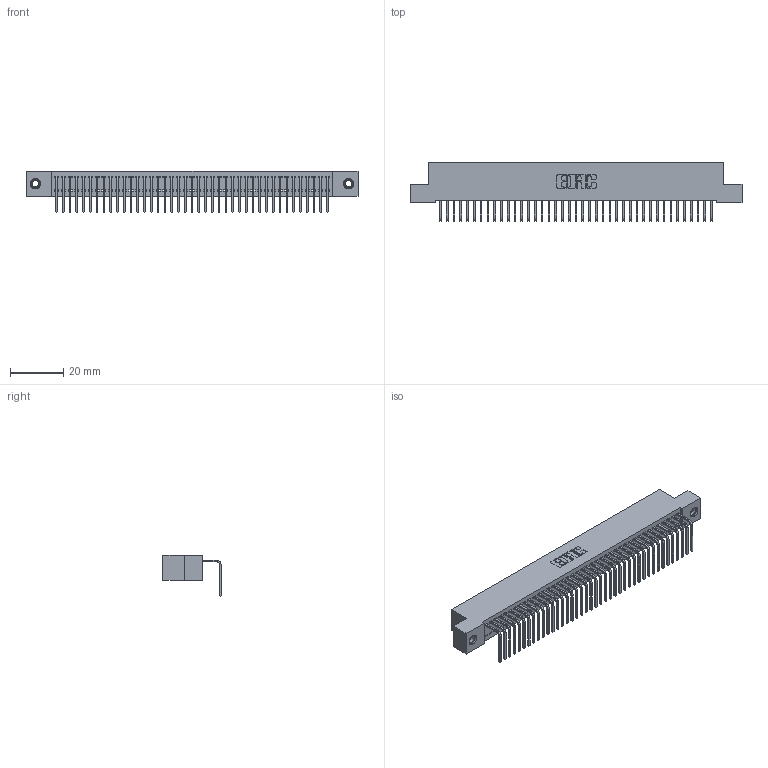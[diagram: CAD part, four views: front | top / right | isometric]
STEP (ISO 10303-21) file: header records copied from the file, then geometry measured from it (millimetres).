
FILE_DESCRIPTION (( 'STEP AP203' ), '1' );
FILE_NAME ('342-041-558-107.STEP', '2019-10-02T17:30:40', ( '' ), ( '' ), 'SwSTEP 2.0', 'SolidWorks 2016', '' );
FILE_SCHEMA (( 'CONFIG_CONTROL_DESIGN' ));
Length unit declared in the file: inch
Products named in the file (4): 342 Part_TI; 345-292-001_558 Tail - 2; 345-250-001_345-250-005-103; 342-041-558-107
Assembly tree (44 placements, depth 2):
  342-041-558-107
    342 Part_TI
    345-292-001_558 Tail - 2  x41
    345-250-001_345-250-005-103  x2
Bounding box: 124.46 x 21.91 x 15.62 mm (x, y, z)
Volume: 11032.9 mm3; surface area: 16990.6 mm2
Topology: 44 solids, 44 shells, 2630 faces, 7897 edges, 5202 vertices
Faces by surface type: plane 1902, cylinder 712, cone 12, torus 4
Entity records: 26332 total; most frequent: CARTESIAN_POINT 4524, ORIENTED_EDGE 4494, DIRECTION 3851, EDGE_CURVE 2247, LINE 2099, VECTOR 2099, VERTEX_POINT 1492, AXIS2_PLACEMENT_3D 876
